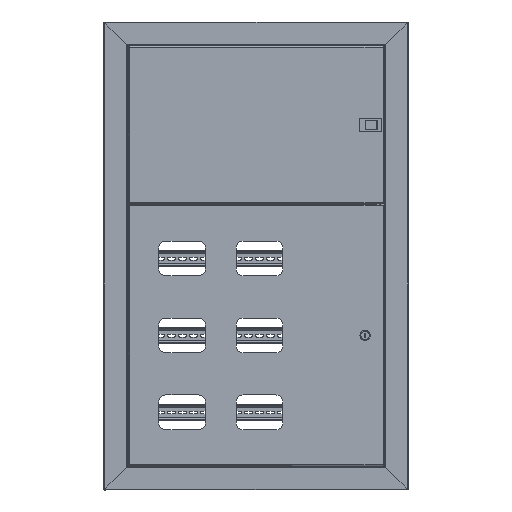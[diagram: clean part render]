
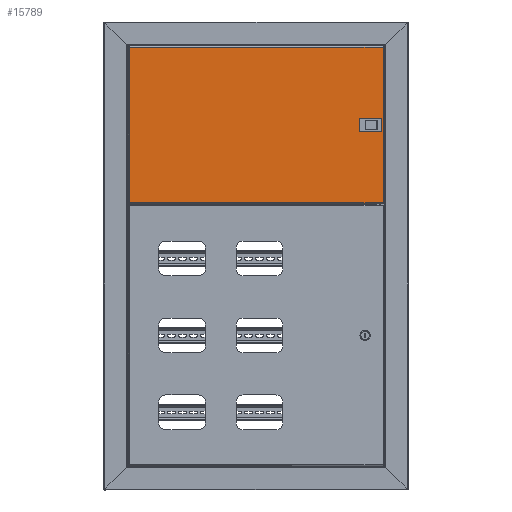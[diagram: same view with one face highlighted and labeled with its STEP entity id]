
A CAD part, top view. The second image highlights one B-rep face of the part: STEP entity #15789.
In plain terms, the highlighted planar face has unit normal (0, 0, 1).
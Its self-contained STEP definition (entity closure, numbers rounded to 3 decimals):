
#891 = FACE_OUTER_BOUND ( 'NONE', #11283, .T. ) ;
#966 = DIRECTION ( 'NONE',  ( -1., 0., 0. ) ) ;
#1092 = EDGE_CURVE ( 'NONE', #14478, #27945, #6807, .T. ) ;
#2575 = DIRECTION ( 'NONE',  ( 0., -1., 0. ) ) ;
#3301 = DIRECTION ( 'NONE',  ( -1., 0., 0. ) ) ;
#3576 = CARTESIAN_POINT ( 'NONE',  ( 155.2, 48.5, 0. ) ) ;
#4094 = VECTOR ( 'NONE', #6180, 1000. ) ;
#4489 = CARTESIAN_POINT ( 'NONE',  ( 334.7, 544., 0. ) ) ;
#4525 = FACE_BOUND ( 'NONE', #36268, .T. ) ;
#4531 = ORIENTED_EDGE ( 'NONE', *, *, #37174, .F. ) ;
#4678 = VECTOR ( 'NONE', #21677, 1000. ) ;
#6180 = DIRECTION ( 'NONE',  ( 0., -1., 0. ) ) ;
#6338 = CARTESIAN_POINT ( 'NONE',  ( 334.993, 544., 0. ) ) ;
#6807 = LINE ( 'NONE', #22484, #21694 ) ;
#6853 = VERTEX_POINT ( 'NONE', #37518 ) ;
#7249 = ORIENTED_EDGE ( 'NONE', *, *, #26850, .T. ) ;
#8358 = CARTESIAN_POINT ( 'NONE',  ( 155.2, 48.5, 0. ) ) ;
#8391 = VERTEX_POINT ( 'NONE', #26860 ) ;
#8868 = VECTOR ( 'NONE', #30582, 1000. ) ;
#9458 = CARTESIAN_POINT ( 'NONE',  ( 1.7, 1.7, 0. ) ) ;
#10302 = AXIS2_PLACEMENT_3D ( 'NONE', #34921, #34716, #19785 ) ;
#11185 = DIRECTION ( 'NONE',  ( 1., 0., 0. ) ) ;
#11283 = EDGE_LOOP ( 'NONE', ( #27351, #11450, #13718, #7249 ) ) ;
#11450 = ORIENTED_EDGE ( 'NONE', *, *, #1092, .T. ) ;
#11585 = CARTESIAN_POINT ( 'NONE',  ( 155.2, 48.5, 0. ) ) ;
#12405 = VERTEX_POINT ( 'NONE', #8358 ) ;
#12601 = DIRECTION ( 'NONE',  ( 0., 1., 0. ) ) ;
#13629 = ORIENTED_EDGE ( 'NONE', *, *, #18658, .F. ) ;
#13718 = ORIENTED_EDGE ( 'NONE', *, *, #13786, .T. ) ;
#13786 = EDGE_CURVE ( 'NONE', #27945, #6853, #18960, .T. ) ;
#14478 = VERTEX_POINT ( 'NONE', #27172 ) ;
#15789 = ADVANCED_FACE ( 'NONE', ( #4525, #891 ), #25849, .F. ) ;
#16334 = VERTEX_POINT ( 'NONE', #9458 ) ;
#17263 = ORIENTED_EDGE ( 'NONE', *, *, #19297, .F. ) ;
#17812 = LINE ( 'NONE', #11585, #4094 ) ;
#18058 = VERTEX_POINT ( 'NONE', #26887 ) ;
#18658 = EDGE_CURVE ( 'NONE', #28741, #8391, #24317, .T. ) ;
#18960 = LINE ( 'NONE', #6338, #31459 ) ;
#19267 = LINE ( 'NONE', #3576, #39128 ) ;
#19297 = EDGE_CURVE ( 'NONE', #12405, #18058, #17812, .T. ) ;
#19785 = DIRECTION ( 'NONE',  ( -1., 0., 0. ) ) ;
#21677 = DIRECTION ( 'NONE',  ( 0., 1., 0. ) ) ;
#21694 = VECTOR ( 'NONE', #12601, 1000. ) ;
#22484 = CARTESIAN_POINT ( 'NONE',  ( 334.7, 0., 0. ) ) ;
#23696 = LINE ( 'NONE', #36208, #34375 ) ;
#23922 = CARTESIAN_POINT ( 'NONE',  ( 155.2, 10., 0. ) ) ;
#24317 = LINE ( 'NONE', #39633, #4678 ) ;
#25849 = PLANE ( 'NONE',  #10302 ) ;
#26095 = CARTESIAN_POINT ( 'NONE',  ( 1.7, 1.7, 0. ) ) ;
#26850 = EDGE_CURVE ( 'NONE', #6853, #16334, #23696, .T. ) ;
#26860 = CARTESIAN_POINT ( 'NONE',  ( 181.2, 48.5, 0. ) ) ;
#26887 = CARTESIAN_POINT ( 'NONE',  ( 155.2, 10., 0. ) ) ;
#27172 = CARTESIAN_POINT ( 'NONE',  ( 334.7, 1.7, 0. ) ) ;
#27351 = ORIENTED_EDGE ( 'NONE', *, *, #36325, .T. ) ;
#27945 = VERTEX_POINT ( 'NONE', #4489 ) ;
#28101 = ORIENTED_EDGE ( 'NONE', *, *, #37062, .F. ) ;
#28741 = VERTEX_POINT ( 'NONE', #35535 ) ;
#28939 = LINE ( 'NONE', #26095, #35859 ) ;
#30582 = DIRECTION ( 'NONE',  ( 1., 0., 0. ) ) ;
#31459 = VECTOR ( 'NONE', #3301, 1000. ) ;
#34375 = VECTOR ( 'NONE', #2575, 1000. ) ;
#34716 = DIRECTION ( 'NONE',  ( 0., 0., -1. ) ) ;
#34921 = CARTESIAN_POINT ( 'NONE',  ( 0., 545.7, 0. ) ) ;
#35535 = CARTESIAN_POINT ( 'NONE',  ( 181.2, 10., 0. ) ) ;
#35859 = VECTOR ( 'NONE', #11185, 1000. ) ;
#36208 = CARTESIAN_POINT ( 'NONE',  ( 1.7, 544.293, 0. ) ) ;
#36268 = EDGE_LOOP ( 'NONE', ( #28101, #17263, #4531, #13629 ) ) ;
#36325 = EDGE_CURVE ( 'NONE', #16334, #14478, #28939, .T. ) ;
#37010 = LINE ( 'NONE', #23922, #8868 ) ;
#37062 = EDGE_CURVE ( 'NONE', #18058, #28741, #37010, .T. ) ;
#37174 = EDGE_CURVE ( 'NONE', #8391, #12405, #19267, .T. ) ;
#37518 = CARTESIAN_POINT ( 'NONE',  ( 1.7, 544., 0. ) ) ;
#39128 = VECTOR ( 'NONE', #966, 1000. ) ;
#39633 = CARTESIAN_POINT ( 'NONE',  ( 181.2, 48.5, 0. ) ) ;
